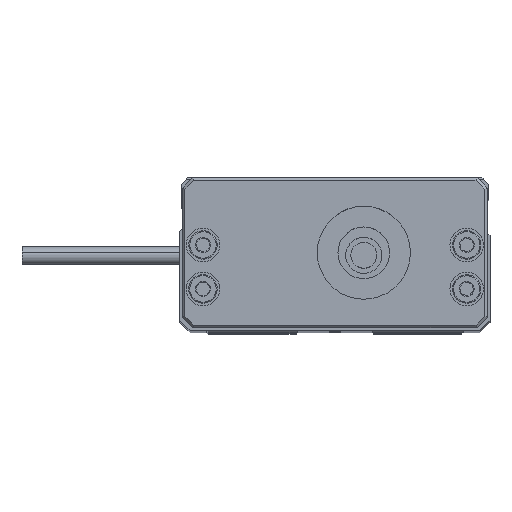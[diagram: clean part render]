
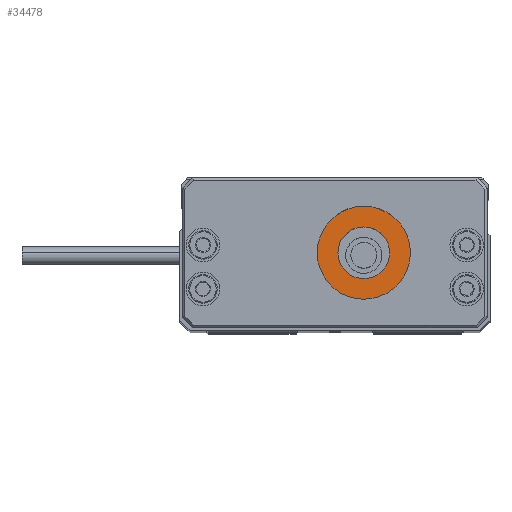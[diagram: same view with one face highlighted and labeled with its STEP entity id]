
A CAD part, top view. The second image highlights one B-rep face of the part: STEP entity #34478.
In plain terms, the highlighted planar face has unit normal (0, 0, 1).
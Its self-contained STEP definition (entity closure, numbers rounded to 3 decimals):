
#45 = AXIS2_PLACEMENT_3D ( 'NONE', #16540, #42621, #58 ) ;
#58 = DIRECTION ( 'NONE',  ( 1., 0., 0. ) ) ;
#591 = DIRECTION ( 'NONE',  ( 0., 0., 1. ) ) ;
#4512 = CIRCLE ( 'NONE', #20574, 9. ) ;
#6048 = CARTESIAN_POINT ( 'NONE',  ( 40.1, -14.5, 8. ) ) ;
#6122 = DIRECTION ( 'NONE',  ( 0., 0., 1. ) ) ;
#7963 = CARTESIAN_POINT ( 'NONE',  ( 35.1, -14.5, 8. ) ) ;
#10427 = AXIS2_PLACEMENT_3D ( 'NONE', #42899, #591, #51344 ) ;
#14071 = CIRCLE ( 'NONE', #52591, 5. ) ;
#16074 = CIRCLE ( 'NONE', #45, 5. ) ;
#16540 = CARTESIAN_POINT ( 'NONE',  ( 35.1, -14.5, 8. ) ) ;
#16733 = ORIENTED_EDGE ( 'NONE', *, *, #26089, .T. ) ;
#17102 = FACE_BOUND ( 'NONE', #48999, .T. ) ;
#20542 = DIRECTION ( 'NONE',  ( 1., 0., 0. ) ) ;
#20574 = AXIS2_PLACEMENT_3D ( 'NONE', #7963, #45548, #20542 ) ;
#21446 = CARTESIAN_POINT ( 'NONE',  ( 30.1, -14.5, 8. ) ) ;
#21556 = AXIS2_PLACEMENT_3D ( 'NONE', #44515, #6122, #52949 ) ;
#24197 = FACE_OUTER_BOUND ( 'NONE', #30661, .T. ) ;
#25350 = VERTEX_POINT ( 'NONE', #6048 ) ;
#26089 = EDGE_CURVE ( 'NONE', #36602, #25350, #14071, .T. ) ;
#26674 = CARTESIAN_POINT ( 'NONE',  ( 26.1, -14.5, 8. ) ) ;
#29167 = EDGE_CURVE ( 'NONE', #55106, #40468, #34949, .T. ) ;
#29700 = EDGE_CURVE ( 'NONE', #40468, #55106, #4512, .T. ) ;
#30661 = EDGE_LOOP ( 'NONE', ( #36127, #37999 ) ) ;
#34180 = PLANE ( 'NONE',  #10427 ) ;
#34478 = ADVANCED_FACE ( 'NONE', ( #24197, #17102 ), #34180, .T. ) ;
#34949 = CIRCLE ( 'NONE', #21556, 9. ) ;
#36127 = ORIENTED_EDGE ( 'NONE', *, *, #29700, .T. ) ;
#36602 = VERTEX_POINT ( 'NONE', #21446 ) ;
#37158 = CARTESIAN_POINT ( 'NONE',  ( 44.1, -14.5, 8. ) ) ;
#37999 = ORIENTED_EDGE ( 'NONE', *, *, #29167, .T. ) ;
#38125 = DIRECTION ( 'NONE',  ( 1., 0., 0. ) ) ;
#40301 = ORIENTED_EDGE ( 'NONE', *, *, #54179, .T. ) ;
#40468 = VERTEX_POINT ( 'NONE', #37158 ) ;
#42364 = CARTESIAN_POINT ( 'NONE',  ( 35.1, -14.5, 8. ) ) ;
#42621 = DIRECTION ( 'NONE',  ( 0., 0., -1. ) ) ;
#42899 = CARTESIAN_POINT ( 'NONE',  ( 35.1, -14.5, 8. ) ) ;
#44515 = CARTESIAN_POINT ( 'NONE',  ( 35.1, -14.5, 8. ) ) ;
#45548 = DIRECTION ( 'NONE',  ( 0., 0., 1. ) ) ;
#48999 = EDGE_LOOP ( 'NONE', ( #40301, #16733 ) ) ;
#51344 = DIRECTION ( 'NONE',  ( 1., 0., 0. ) ) ;
#52591 = AXIS2_PLACEMENT_3D ( 'NONE', #42364, #55023, #38125 ) ;
#52949 = DIRECTION ( 'NONE',  ( 1., 0., 0. ) ) ;
#54179 = EDGE_CURVE ( 'NONE', #25350, #36602, #16074, .T. ) ;
#55023 = DIRECTION ( 'NONE',  ( 0., 0., -1. ) ) ;
#55106 = VERTEX_POINT ( 'NONE', #26674 ) ;
